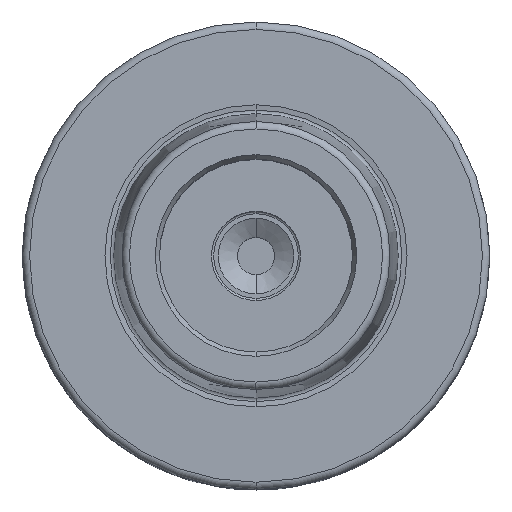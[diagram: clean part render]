
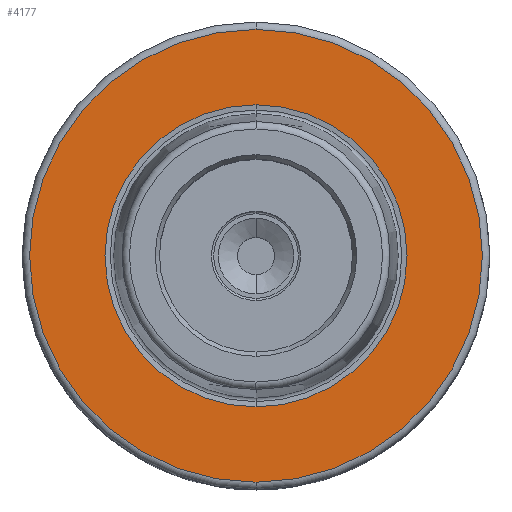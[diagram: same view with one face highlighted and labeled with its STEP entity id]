
A CAD part, top view. The second image highlights one B-rep face of the part: STEP entity #4177.
In plain terms, the highlighted planar face has unit normal (0, 0, 1).
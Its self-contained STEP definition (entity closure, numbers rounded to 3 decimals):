
#168=CARTESIAN_POINT('',(0,0,26));
#169=DIRECTION('',(0,0,1));
#170=DIRECTION('',(0,1,0));
#171=AXIS2_PLACEMENT_3D('',#168,#169,#170);
#173=CARTESIAN_POINT('',(0,0,26));
#174=DIRECTION('',(0,0,1));
#175=DIRECTION('',(0,-1,0));
#176=AXIS2_PLACEMENT_3D('',#173,#174,#175);
#186=CARTESIAN_POINT('',(0,0,26));
#187=DIRECTION('',(0,0,1));
#188=DIRECTION('',(0,1,0));
#189=AXIS2_PLACEMENT_3D('',#186,#187,#188);
#191=CARTESIAN_POINT('',(0,0,26));
#192=DIRECTION('',(0,0,-1));
#193=DIRECTION('',(0,1,0));
#194=AXIS2_PLACEMENT_3D('',#191,#192,#193);
#3378=CARTESIAN_POINT('',(0,20.344,26));
#3380=VERTEX_POINT('',#3378);
#3408=CARTESIAN_POINT('',(0,-20.344,26));
#3410=VERTEX_POINT('',#3408);
#3454=CARTESIAN_POINT('',(0,30.5,26));
#3455=CARTESIAN_POINT('',(0,-30.5,26));
#3456=VERTEX_POINT('',#3454);
#3457=VERTEX_POINT('',#3455);
#4161=CARTESIAN_POINT('',(0,0,26));
#4162=DIRECTION('',(0,0,-1));
#4163=DIRECTION('',(0,-1,0));
#4164=AXIS2_PLACEMENT_3D('',#4161,#4162,#4163);
#4165=PLANE('',#4164);
#4167=ORIENTED_EDGE('',*,*,#4166,.F.);
#4168=ORIENTED_EDGE('',*,*,#4151,.F.);
#4169=EDGE_LOOP('',(#4167,#4168));
#4170=FACE_OUTER_BOUND('',#4169,.F.);
#4172=ORIENTED_EDGE('',*,*,#4171,.T.);
#4174=ORIENTED_EDGE('',*,*,#4173,.F.);
#4175=EDGE_LOOP('',(#4172,#4174));
#4176=FACE_BOUND('',#4175,.F.);
#4177=ADVANCED_FACE('',(#4170,#4176),#4165,.F.);
#172=CIRCLE('',#171,30.5);
#177=CIRCLE('',#176,30.5);
#190=CIRCLE('',#189,20.344);
#195=CIRCLE('',#194,20.344);
#4151=EDGE_CURVE('',#3457,#3456,#177,.T.);
#4166=EDGE_CURVE('',#3456,#3457,#172,.T.);
#4171=EDGE_CURVE('',#3380,#3410,#190,.T.);
#4173=EDGE_CURVE('',#3380,#3410,#195,.T.);
